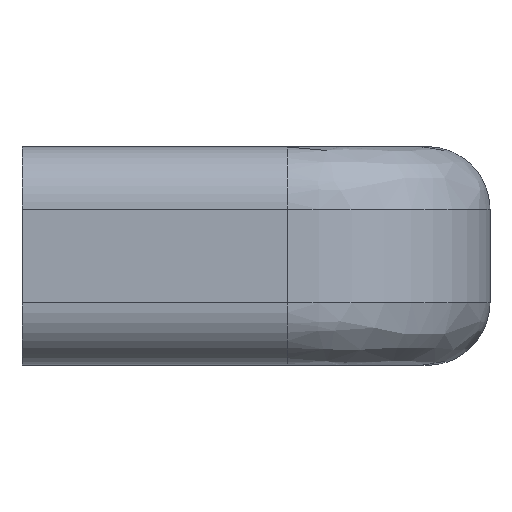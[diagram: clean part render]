
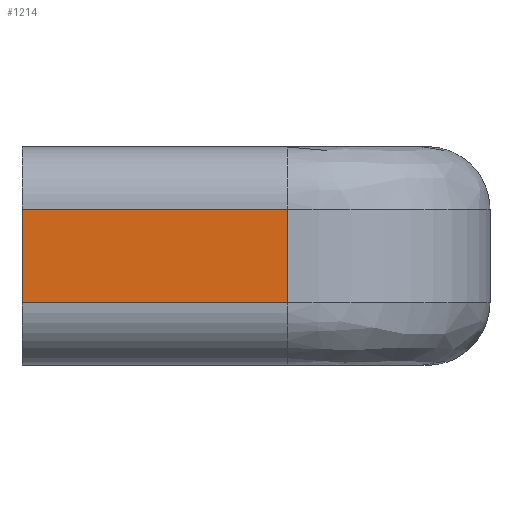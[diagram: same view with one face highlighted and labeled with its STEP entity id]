
A CAD part, left-side view. The second image highlights one B-rep face of the part: STEP entity #1214.
In plain terms, the highlighted free-form (B-spline) face has degree [1, 1] with [2, 2] control points.
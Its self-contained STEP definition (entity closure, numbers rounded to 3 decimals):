
#972=CARTESIAN_POINT('',(-4.0,-17.0,-3.0));
#973=VERTEX_POINT('',#972);
#1036=CARTESIAN_POINT('',(-4.0,-17.0,3.0));
#1037=VERTEX_POINT('',#1036);
#1051=CARTESIAN_POINT('',(-4.0,-17.0,3.0));
#1052=CARTESIAN_POINT('',(-4.0,-17.0,-3.0));
#1053=QUASI_UNIFORM_CURVE('',1,(#1051,#1052),.UNSPECIFIED.,.F.,.U.);
#1054=EDGE_CURVE('',#1037,#973,#1053,.T.);
#1161=CARTESIAN_POINT('',(-4.0,0.0,-3.0));
#1162=VERTEX_POINT('',#1161);
#1163=CARTESIAN_POINT('',(-4.0,0.0,-3.0));
#1164=CARTESIAN_POINT('',(-4.0,-17.0,-3.0));
#1165=QUASI_UNIFORM_CURVE('',1,(#1163,#1164),.UNSPECIFIED.,.F.,.U.);
#1166=EDGE_CURVE('',#1162,#973,#1165,.T.);
#1193=CARTESIAN_POINT('',(-4.0,-17.849,-3.3));
#1194=CARTESIAN_POINT('',(-4.0,-17.849,3.3));
#1195=CARTESIAN_POINT('',(-4.0,0.849,-3.3));
#1196=CARTESIAN_POINT('',(-4.0,0.849,3.3));
#1197=B_SPLINE_SURFACE_WITH_KNOTS('',1,1,((#1193,#1195),(#1194,#1196)),.UNSPECIFIED.,.F.,.F.,.U.,(2,2),(2,2),(0.0,6.599),(0.0,18.698),.UNSPECIFIED.);
#1198=ORIENTED_EDGE('',*,*,#1166,.T.);
#1199=ORIENTED_EDGE('',*,*,#1054,.F.);
#1200=CARTESIAN_POINT('',(-4.0,0.0,3.0));
#1201=VERTEX_POINT('',#1200);
#1202=CARTESIAN_POINT('',(-4.0,0.0,3.0));
#1203=CARTESIAN_POINT('',(-4.0,-17.0,3.0));
#1204=QUASI_UNIFORM_CURVE('',1,(#1202,#1203),.UNSPECIFIED.,.F.,.U.);
#1205=EDGE_CURVE('',#1201,#1037,#1204,.T.);
#1206=ORIENTED_EDGE('',*,*,#1205,.F.);
#1207=CARTESIAN_POINT('',(-4.0,0.0,3.0));
#1208=CARTESIAN_POINT('',(-4.0,0.0,-3.0));
#1209=QUASI_UNIFORM_CURVE('',1,(#1207,#1208),.UNSPECIFIED.,.F.,.U.);
#1210=EDGE_CURVE('',#1201,#1162,#1209,.T.);
#1211=ORIENTED_EDGE('',*,*,#1210,.T.);
#1212=EDGE_LOOP('',(#1198,#1199,#1206,#1211));
#1213=FACE_OUTER_BOUND('',#1212,.T.);
#1214=ADVANCED_FACE('',(#1213),#1197,.T.);
